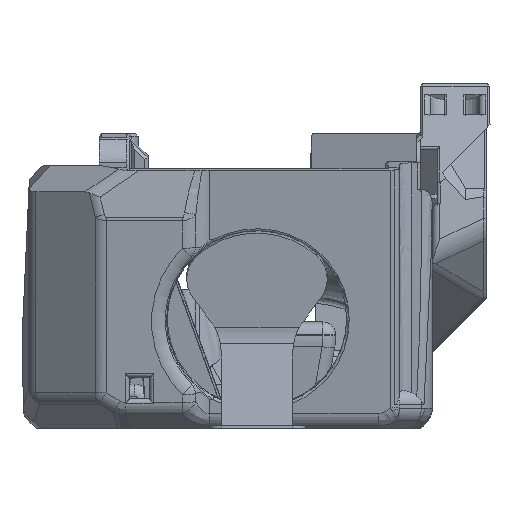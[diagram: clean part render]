
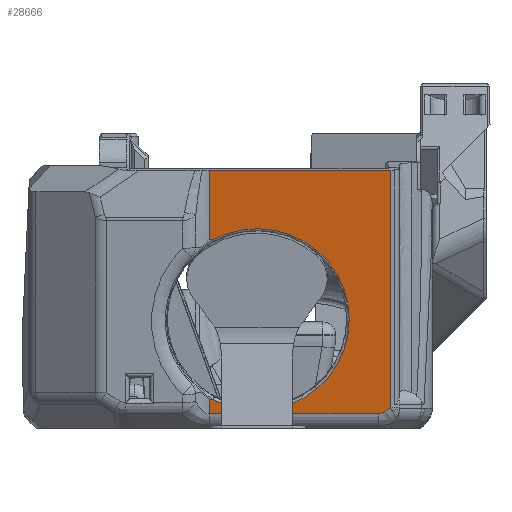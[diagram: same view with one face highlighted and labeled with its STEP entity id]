
A CAD part, left-side view. The second image highlights one B-rep face of the part: STEP entity #28666.
In plain terms, the highlighted planar face has unit normal (-0.985, 0, -0.174).
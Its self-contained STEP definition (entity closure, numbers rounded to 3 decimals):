
#313=CIRCLE('',#30219,14.4);
#1986=B_SPLINE_CURVE_WITH_KNOTS('',3,(#48853,#48854,#48855,#48856),
 .UNSPECIFIED.,.F.,.F.,(4,4),(0.,0.382),.UNSPECIFIED.);
#1997=B_SPLINE_CURVE_WITH_KNOTS('',3,(#49140,#49141,#49142,#49143),
 .UNSPECIFIED.,.F.,.F.,(4,4),(0.618,1.),.UNSPECIFIED.);
#2591=ELLIPSE('',#30840,3.203,2.);
#6527=ORIENTED_EDGE('',*,*,#13563,.F.);
#6528=ORIENTED_EDGE('',*,*,#12579,.T.);
#6529=ORIENTED_EDGE('',*,*,#13691,.T.);
#6530=ORIENTED_EDGE('',*,*,#13692,.F.);
#6531=ORIENTED_EDGE('',*,*,#13693,.T.);
#6532=ORIENTED_EDGE('',*,*,#13694,.T.);
#6533=ORIENTED_EDGE('',*,*,#13695,.F.);
#6534=ORIENTED_EDGE('',*,*,#13696,.T.);
#6535=ORIENTED_EDGE('',*,*,#13180,.F.);
#6536=ORIENTED_EDGE('',*,*,#13204,.F.);
#12579=EDGE_CURVE('',#16653,#16652,#313,.T.);
#13180=EDGE_CURVE('',#17053,#17054,#19521,.T.);
#13204=EDGE_CURVE('',#17070,#17053,#19538,.T.);
#13563=EDGE_CURVE('',#16653,#17070,#1986,.F.);
#13691=EDGE_CURVE('',#16652,#17414,#1997,.T.);
#13692=EDGE_CURVE('',#17415,#17414,#19847,.T.);
#13693=EDGE_CURVE('',#17415,#17416,#19848,.T.);
#13694=EDGE_CURVE('',#17416,#17417,#2591,.T.);
#13695=EDGE_CURVE('',#17418,#17417,#19849,.T.);
#13696=EDGE_CURVE('',#17418,#17054,#19850,.T.);
#16652=VERTEX_POINT('',#44664);
#16653=VERTEX_POINT('',#44666);
#17053=VERTEX_POINT('',#47205);
#17054=VERTEX_POINT('',#47207);
#17070=VERTEX_POINT('',#47264);
#17414=VERTEX_POINT('',#49144);
#17415=VERTEX_POINT('',#49146);
#17416=VERTEX_POINT('',#49148);
#17417=VERTEX_POINT('',#49150);
#17418=VERTEX_POINT('',#49152);
#19521=LINE('',#47206,#21928);
#19538=LINE('',#47265,#21945);
#19847=LINE('',#49145,#22254);
#19848=LINE('',#49147,#22255);
#19849=LINE('',#49151,#22256);
#19850=LINE('',#49153,#22257);
#21928=VECTOR('',#34808,1000.);
#21945=VECTOR('',#34845,1000.);
#22254=VECTOR('',#35616,1000.);
#22255=VECTOR('',#35617,1000.);
#22256=VECTOR('',#35620,1000.);
#22257=VECTOR('',#35621,1000.);
#24296=EDGE_LOOP('',(#6527,#6528,#6529,#6530,#6531,#6532,#6533,#6534,#6535,
#6536));
#26089=FACE_BOUND('',#24296,.T.);
#27493=PLANE('',#30839);
#28666=ADVANCED_FACE('',(#26089),#27493,.F.);
#30219=AXIS2_PLACEMENT_3D('',#44665,#33802,#33803);
#30839=AXIS2_PLACEMENT_3D('',#49139,#35614,#35615);
#30840=AXIS2_PLACEMENT_3D('',#49149,#35618,#35619);
#33802=DIRECTION('',(0.985,0.,0.174));
#33803=DIRECTION('',(0.174,0.,-0.985));
#34808=DIRECTION('',(0.,-1.,0.));
#34845=DIRECTION('',(-0.174,0.,0.985));
#35614=DIRECTION('',(0.985,0.,0.174));
#35615=DIRECTION('',(-0.174,0.,0.985));
#35616=DIRECTION('',(-0.174,0.,0.985));
#35617=DIRECTION('',(0.,-1.,0.));
#35618=DIRECTION('',(-0.985,0.,-0.174));
#35619=DIRECTION('',(-0.165,-0.304,0.938));
#35620=DIRECTION('',(0.097,0.829,-0.551));
#35621=DIRECTION('',(-0.174,0.,0.985));
#44664=CARTESIAN_POINT('',(-28.264,11.767,4.533));
#44665=CARTESIAN_POINT('',(-30.458,4.853,16.973));
#44666=CARTESIAN_POINT('',(-32.651,11.767,29.413));
#47205=CARTESIAN_POINT('',(-34.572,12.27,40.304));
#47206=CARTESIAN_POINT('',(-34.572,24.853,40.304));
#47207=CARTESIAN_POINT('',(-34.572,-16.002,40.304));
#47264=CARTESIAN_POINT('',(-32.66,12.27,29.463));
#47265=CARTESIAN_POINT('',(-31.185,12.27,21.099));
#48853=CARTESIAN_POINT('',(-32.66,12.27,29.463));
#48854=CARTESIAN_POINT('',(-32.657,12.102,29.442));
#48855=CARTESIAN_POINT('',(-32.654,11.935,29.425));
#48856=CARTESIAN_POINT('',(-32.651,11.767,29.413));
#49139=CARTESIAN_POINT('',(-31.185,24.853,21.099));
#49140=CARTESIAN_POINT('',(-28.264,11.767,4.533));
#49141=CARTESIAN_POINT('',(-28.262,11.935,4.52));
#49142=CARTESIAN_POINT('',(-28.259,12.102,4.503));
#49143=CARTESIAN_POINT('',(-28.255,12.27,4.482));
#49144=CARTESIAN_POINT('',(-28.255,12.27,4.482));
#49145=CARTESIAN_POINT('',(-31.185,12.27,21.099));
#49146=CARTESIAN_POINT('',(-27.864,12.27,2.262));
#49147=CARTESIAN_POINT('',(-27.864,-14.655,2.262));
#49148=CARTESIAN_POINT('',(-27.864,-14.07,2.262));
#49149=CARTESIAN_POINT('',(-28.404,-14.652,5.326));
#49150=CARTESIAN_POINT('',(-27.923,-15.07,2.597));
#49151=CARTESIAN_POINT('',(-27.821,-14.199,2.018));
#49152=CARTESIAN_POINT('',(-28.032,-16.002,3.216));
#49153=CARTESIAN_POINT('',(-7.663,-16.002,-112.301));
